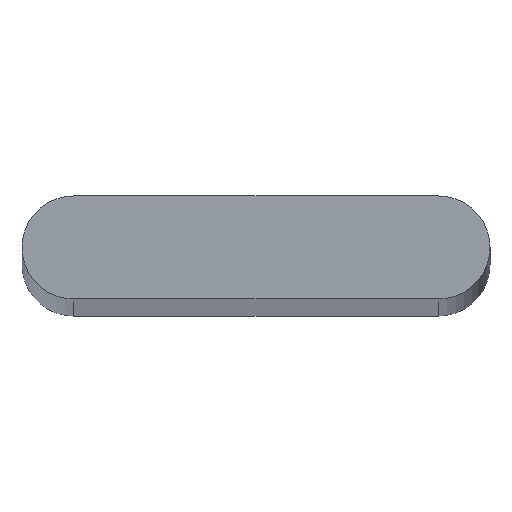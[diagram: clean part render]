
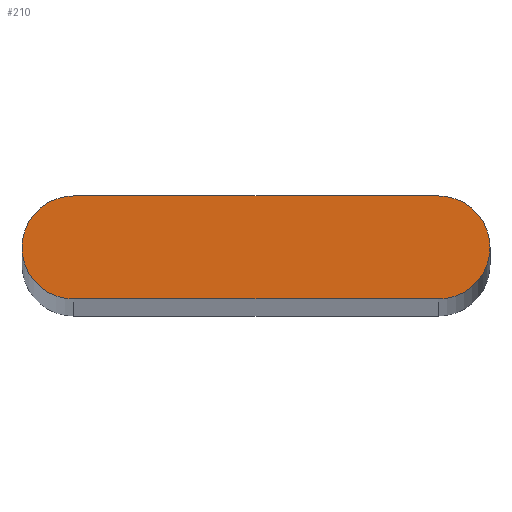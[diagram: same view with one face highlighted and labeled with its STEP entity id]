
A CAD part, top view. The second image highlights one B-rep face of the part: STEP entity #210.
In plain terms, the highlighted planar face has unit normal (0, 0, 1).
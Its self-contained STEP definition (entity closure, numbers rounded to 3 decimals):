
#7 = ORIENTED_EDGE ( 'NONE', *, *, #119, .T. ) ;
#10 = EDGE_LOOP ( 'NONE', ( #91, #7, #105, #232, #180 ) ) ;
#15 = CARTESIAN_POINT ( 'NONE',  ( 5.24, -3.529, 0. ) ) ;
#16 = DIRECTION ( 'NONE',  ( 1., 0., 0. ) ) ;
#26 = EDGE_CURVE ( 'NONE', #42, #215, #69, .T. ) ;
#31 = EDGE_CURVE ( 'NONE', #99, #42, #73, .T. ) ;
#33 = CARTESIAN_POINT ( 'NONE',  ( 5.24, -2.329, 0. ) ) ;
#36 = DIRECTION ( 'NONE',  ( 0., 0., 1. ) ) ;
#39 = LINE ( 'NONE', #186, #121 ) ;
#41 = FACE_OUTER_BOUND ( 'NONE', #10, .T. ) ;
#42 = VERTEX_POINT ( 'NONE', #72 ) ;
#43 = DIRECTION ( 'NONE',  ( -1., 0., 0. ) ) ;
#54 = CARTESIAN_POINT ( 'NONE',  ( -3.26, -2.329, 0. ) ) ;
#61 = PLANE ( 'NONE',  #230 ) ;
#68 = DIRECTION ( 'NONE',  ( 1., 0., 0. ) ) ;
#69 = CIRCLE ( 'NONE', #216, 1.2 ) ;
#72 = CARTESIAN_POINT ( 'NONE',  ( 6.44, -2.329, 0. ) ) ;
#73 = CIRCLE ( 'NONE', #203, 1.2 ) ;
#76 = CIRCLE ( 'NONE', #207, 1.2 ) ;
#78 = CARTESIAN_POINT ( 'NONE',  ( 5.24, -1.129, 0. ) ) ;
#83 = CARTESIAN_POINT ( 'NONE',  ( -3.26, -1.129, 0. ) ) ;
#91 = ORIENTED_EDGE ( 'NONE', *, *, #153, .T. ) ;
#92 = VERTEX_POINT ( 'NONE', #136 ) ;
#94 = DIRECTION ( 'NONE',  ( 1., 0., 0. ) ) ;
#99 = VERTEX_POINT ( 'NONE', #15 ) ;
#105 = ORIENTED_EDGE ( 'NONE', *, *, #31, .T. ) ;
#111 = DIRECTION ( 'NONE',  ( 0., 0., 1. ) ) ;
#119 = EDGE_CURVE ( 'NONE', #176, #99, #39, .T. ) ;
#120 = CARTESIAN_POINT ( 'NONE',  ( -3.26, -2.329, 0. ) ) ;
#121 = VECTOR ( 'NONE', #16, 1000. ) ;
#136 = CARTESIAN_POINT ( 'NONE',  ( -3.26, -1.129, 0. ) ) ;
#138 = DIRECTION ( 'NONE',  ( 0., 0., 1. ) ) ;
#153 = EDGE_CURVE ( 'NONE', #92, #176, #76, .T. ) ;
#175 = VECTOR ( 'NONE', #43, 1000. ) ;
#176 = VERTEX_POINT ( 'NONE', #199 ) ;
#180 = ORIENTED_EDGE ( 'NONE', *, *, #214, .T. ) ;
#186 = CARTESIAN_POINT ( 'NONE',  ( -3.26, -3.529, 0. ) ) ;
#196 = CARTESIAN_POINT ( 'NONE',  ( 5.24, -2.329, 0. ) ) ;
#199 = CARTESIAN_POINT ( 'NONE',  ( -3.26, -3.529, 0. ) ) ;
#203 = AXIS2_PLACEMENT_3D ( 'NONE', #33, #111, #68 ) ;
#206 = LINE ( 'NONE', #83, #175 ) ;
#207 = AXIS2_PLACEMENT_3D ( 'NONE', #54, #36, #94 ) ;
#210 = ADVANCED_FACE ( 'NONE', ( #41 ), #61, .T. ) ;
#214 = EDGE_CURVE ( 'NONE', #215, #92, #206, .T. ) ;
#215 = VERTEX_POINT ( 'NONE', #78 ) ;
#216 = AXIS2_PLACEMENT_3D ( 'NONE', #196, #217, #233 ) ;
#217 = DIRECTION ( 'NONE',  ( 0., 0., 1. ) ) ;
#229 = DIRECTION ( 'NONE',  ( 1., 0., 0. ) ) ;
#230 = AXIS2_PLACEMENT_3D ( 'NONE', #120, #138, #229 ) ;
#232 = ORIENTED_EDGE ( 'NONE', *, *, #26, .T. ) ;
#233 = DIRECTION ( 'NONE',  ( 1., 0., 0. ) ) ;
